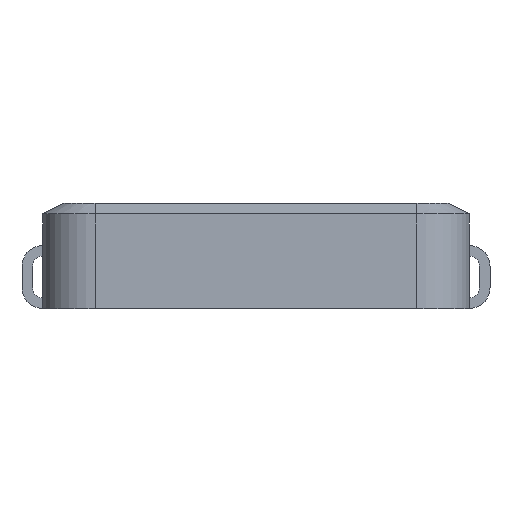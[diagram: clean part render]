
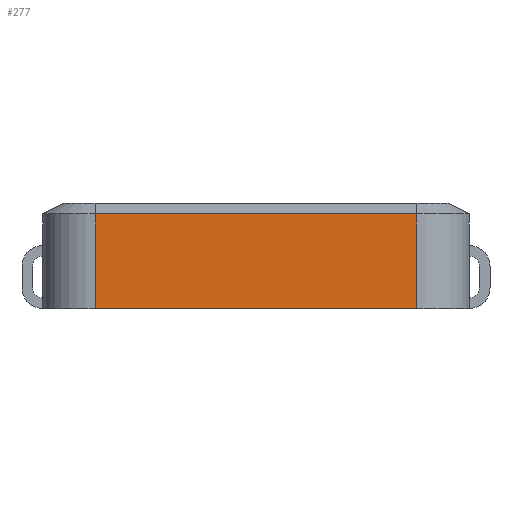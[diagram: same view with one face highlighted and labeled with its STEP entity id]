
A CAD part, front view. The second image highlights one B-rep face of the part: STEP entity #277.
In plain terms, the highlighted planar face has unit normal (0, -1, 0).
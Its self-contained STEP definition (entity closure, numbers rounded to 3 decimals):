
#277 = ADVANCED_FACE( '', ( #619 ), #620, .F. );
#619 = FACE_OUTER_BOUND( '', #1048, .T. );
#620 = PLANE( '', #1049 );
#1048 = EDGE_LOOP( '', ( #1719, #1720, #1721, #1722 ) );
#1049 = AXIS2_PLACEMENT_3D( '', #1723, #1724, #1725 );
#1719 = ORIENTED_EDGE( '', *, *, #2893, .T. );
#1720 = ORIENTED_EDGE( '', *, *, #2894, .T. );
#1721 = ORIENTED_EDGE( '', *, *, #2895, .T. );
#1722 = ORIENTED_EDGE( '', *, *, #2896, .T. );
#1723 = CARTESIAN_POINT( '', ( -2.03, -2.03, 1. ) );
#1724 = DIRECTION( '', ( 0., 1., 0. ) );
#1725 = DIRECTION( '', ( -1., 0., 0. ) );
#2893 = EDGE_CURVE( '', #3519, #3520, #3521, .F. );
#2894 = EDGE_CURVE( '', #3520, #3522, #3523, .T. );
#2895 = EDGE_CURVE( '', #3522, #3524, #3525, .T. );
#2896 = EDGE_CURVE( '', #3524, #3519, #3526, .T. );
#3519 = VERTEX_POINT( '', #4487 );
#3520 = VERTEX_POINT( '', #4488 );
#3521 = LINE( '', #4489, #4490 );
#3522 = VERTEX_POINT( '', #4491 );
#3523 = LINE( '', #4492, #4493 );
#3524 = VERTEX_POINT( '', #4494 );
#3525 = LINE( '', #4495, #4496 );
#3526 = LINE( '', #4497, #4498 );
#4487 = CARTESIAN_POINT( '', ( 1.53, -2.03, 0. ) );
#4488 = CARTESIAN_POINT( '', ( 1.53, -2.03, 0.9 ) );
#4489 = CARTESIAN_POINT( '', ( 1.53, -2.03, 1. ) );
#4490 = VECTOR( '', #5344, 1000. );
#4491 = CARTESIAN_POINT( '', ( -1.53, -2.03, 0.9 ) );
#4492 = CARTESIAN_POINT( '', ( -1.53, -2.03, 0.9 ) );
#4493 = VECTOR( '', #5345, 1000. );
#4494 = CARTESIAN_POINT( '', ( -1.53, -2.03, 0. ) );
#4495 = CARTESIAN_POINT( '', ( -1.53, -2.03, 1. ) );
#4496 = VECTOR( '', #5346, 1000. );
#4497 = CARTESIAN_POINT( '', ( -2.03, -2.03, 0. ) );
#4498 = VECTOR( '', #5347, 1000. );
#5344 = DIRECTION( '', ( 0., 0., -1. ) );
#5345 = DIRECTION( '', ( -1., 0., 0. ) );
#5346 = DIRECTION( '', ( 0., 0., -1. ) );
#5347 = DIRECTION( '', ( 1., 0., 0. ) );
